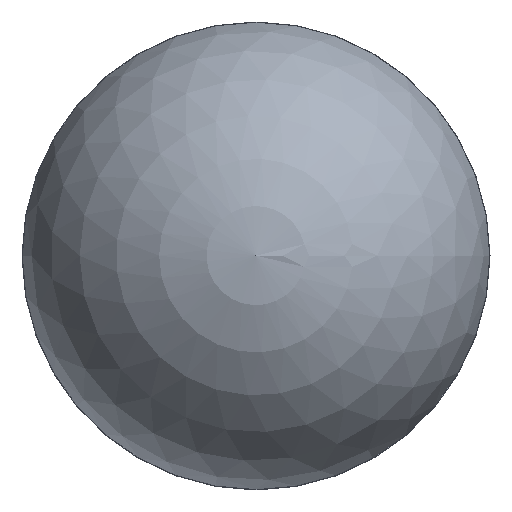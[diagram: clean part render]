
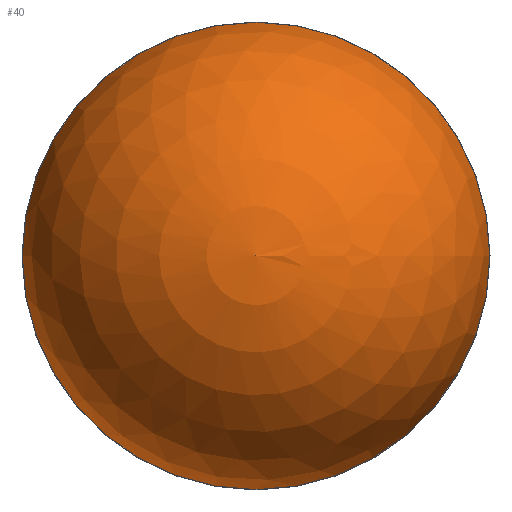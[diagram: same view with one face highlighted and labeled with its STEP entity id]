
A CAD part, top view. The second image highlights one B-rep face of the part: STEP entity #40.
In plain terms, the highlighted spherical face has radius 16 mm.
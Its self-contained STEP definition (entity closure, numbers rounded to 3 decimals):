
#40 = ADVANCED_FACE( '', ( #81 ), #82, .T. );
#81 = FACE_OUTER_BOUND( '', #119, .T. );
#82 = SPHERICAL_SURFACE( '', #120, 16. );
#119 = EDGE_LOOP( '', ( #159 ) );
#120 = AXIS2_PLACEMENT_3D( '', #160, #161, #162 );
#159 = ORIENTED_EDGE( '', *, *, #192, .F. );
#160 = CARTESIAN_POINT( '', ( 0., 0., 15.5 ) );
#161 = DIRECTION( '', ( 0., 0., 1. ) );
#162 = DIRECTION( '', ( 1., 0., 0. ) );
#192 = EDGE_CURVE( '', #212, #212, #213, .F. );
#212 = VERTEX_POINT( '', #234 );
#213 = CIRCLE( '', #235, 15.951 );
#234 = CARTESIAN_POINT( '', ( 15.951, 0., 16.749 ) );
#235 = AXIS2_PLACEMENT_3D( '', #256, #257, #258 );
#256 = CARTESIAN_POINT( '', ( 0., 0., 16.749 ) );
#257 = DIRECTION( '', ( 0., 0., 1. ) );
#258 = DIRECTION( '', ( 1., 0., 0. ) );
